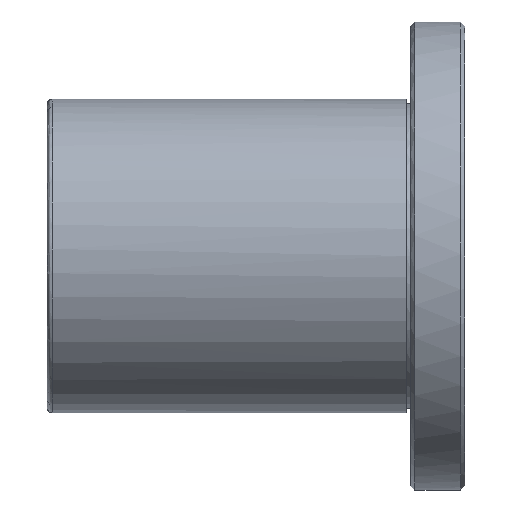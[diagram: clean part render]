
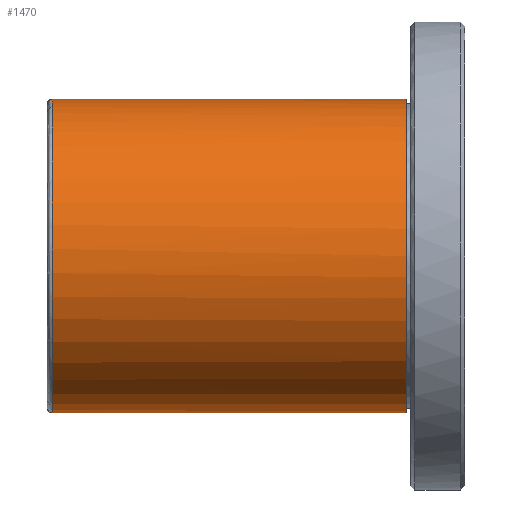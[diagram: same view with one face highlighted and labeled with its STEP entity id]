
A CAD part, front view. The second image highlights one B-rep face of the part: STEP entity #1470.
In plain terms, the highlighted free-form (B-spline) face has degree [3, 1] with [7, 2] control points.
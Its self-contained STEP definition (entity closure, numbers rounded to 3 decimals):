
#610 = CARTESIAN_POINT ('', (-14., 37.5, 0.));
#620 = VERTEX_POINT ('', #610);
#630 = CARTESIAN_POINT ('', (-14., 0., -37.5));
#640 = VERTEX_POINT ('', #630);
#650 = CARTESIAN_POINT ('', (-14., 37.5, 0.));
#660 = CARTESIAN_POINT ('', (-14., 37.5, -25.));
#670 = CARTESIAN_POINT ('', (-14., 18.75, -37.5));
#680 = CARTESIAN_POINT ('', (-14., 0., -37.5));
#690 = (
   BOUNDED_CURVE ()
   B_SPLINE_CURVE (3, (#650, #660, #670, #680), .UNSPECIFIED., .F., .U.)
   B_SPLINE_CURVE_WITH_KNOTS ((4, 4), (0., 1.), .UNSPECIFIED.)
   CURVE ()
   GEOMETRIC_REPRESENTATION_ITEM ()
   RATIONAL_B_SPLINE_CURVE ((0.5, 0.5, 0.667, 1.))
   REPRESENTATION_ITEM ('')
);
#700 = EDGE_CURVE ('', #620, #640, #690, .T.);
#720 = CARTESIAN_POINT ('', (-14., -37.5, 0.));
#730 = VERTEX_POINT ('', #720);
#740 = CARTESIAN_POINT ('', (-14., -37.5, 0.));
#750 = CARTESIAN_POINT ('', (-14., -37.5, 25.));
#760 = CARTESIAN_POINT ('', (-14., -18.75, 37.5));
#770 = CARTESIAN_POINT ('', (-14., 0., 37.5));
#780 = CARTESIAN_POINT ('', (-14., 18.75, 37.5));
#790 = CARTESIAN_POINT ('', (-14., 37.5, 25.));
#800 = CARTESIAN_POINT ('', (-14., 37.5, 0.));
#810 = (
   BOUNDED_CURVE ()
   B_SPLINE_CURVE (3, (#740, #750, #760, #770, #780, #790, #800), .UNSPECIFIED., .F., .U.)
   B_SPLINE_CURVE_WITH_KNOTS ((4, 3, 4), (0., 0.5, 1.), .UNSPECIFIED.)
   CURVE ()
   GEOMETRIC_REPRESENTATION_ITEM ()
   RATIONAL_B_SPLINE_CURVE ((0.5, 0.5, 0.667, 1., 0.667, 0.5, 0.5))
   REPRESENTATION_ITEM ('')
);
#820 = EDGE_CURVE ('', #730, #620, #810, .T.);
#840 = CARTESIAN_POINT ('', (-14., 0., -37.5));
#850 = CARTESIAN_POINT ('', (-14., -18.75, -37.5));
#860 = CARTESIAN_POINT ('', (-14., -37.5, -25.));
#870 = CARTESIAN_POINT ('', (-14., -37.5, 0.));
#880 = (
   BOUNDED_CURVE ()
   B_SPLINE_CURVE (3, (#840, #850, #860, #870), .UNSPECIFIED., .F., .U.)
   B_SPLINE_CURVE_WITH_KNOTS ((4, 4), (0., 1.), .UNSPECIFIED.)
   CURVE ()
   GEOMETRIC_REPRESENTATION_ITEM ()
   RATIONAL_B_SPLINE_CURVE ((1., 0.667, 0.5, 0.5))
   REPRESENTATION_ITEM ('')
);
#890 = EDGE_CURVE ('', #640, #730, #880, .T.);
#1030 = ORIENTED_EDGE ('', *, *, #700, .T.);
#1040 = CARTESIAN_POINT ('', (-98.75, 0., -37.5));
#1050 = VERTEX_POINT ('', #1040);
#1060 = CARTESIAN_POINT ('', (-14., 0., -37.5));
#1070 = CARTESIAN_POINT ('', (-98.75, 0., -37.5));
#1080 = B_SPLINE_CURVE_WITH_KNOTS ('', 1, (#1060, #1070), .UNSPECIFIED., .F., .U., (2, 2), (0., 1.), .UNSPECIFIED.);
#1090 = EDGE_CURVE ('', #640, #1050, #1080, .T.);
#1100 = ORIENTED_EDGE ('', *, *, #1090, .T.);
#1110 = CARTESIAN_POINT ('', (-98.75, 0., 37.5));
#1120 = VERTEX_POINT ('', #1110);
#1130 = CARTESIAN_POINT ('', (-98.75, 0., 37.5));
#1140 = CARTESIAN_POINT ('', (-98.75, 75., 37.5));
#1150 = CARTESIAN_POINT ('', (-98.75, 75., -37.5));
#1160 = CARTESIAN_POINT ('', (-98.75, 0., -37.5));
#1170 = (
   BOUNDED_CURVE ()
   B_SPLINE_CURVE (3, (#1130, #1140, #1150, #1160), .UNSPECIFIED., .F., .U.)
   B_SPLINE_CURVE_WITH_KNOTS ((4, 4), (0., 1.), .UNSPECIFIED.)
   CURVE ()
   GEOMETRIC_REPRESENTATION_ITEM ()
   RATIONAL_B_SPLINE_CURVE ((0.957, 0.319, 0.319, 0.957))
   REPRESENTATION_ITEM ('')
);
#1180 = EDGE_CURVE ('', #1120, #1050, #1170, .T.);
#1190 = ORIENTED_EDGE ('', *, *, #1180, .F.);
#1200 = CARTESIAN_POINT ('', (-98.75, 0., -37.5));
#1210 = CARTESIAN_POINT ('', (-98.75, -75., -37.5));
#1220 = CARTESIAN_POINT ('', (-98.75, -75., 37.5));
#1230 = CARTESIAN_POINT ('', (-98.75, 0., 37.5));
#1240 = (
   BOUNDED_CURVE ()
   B_SPLINE_CURVE (3, (#1200, #1210, #1220, #1230), .UNSPECIFIED., .F., .U.)
   B_SPLINE_CURVE_WITH_KNOTS ((4, 4), (0., 1.), .UNSPECIFIED.)
   CURVE ()
   GEOMETRIC_REPRESENTATION_ITEM ()
   RATIONAL_B_SPLINE_CURVE ((0.957, 0.319, 0.319, 0.957))
   REPRESENTATION_ITEM ('')
);
#1250 = EDGE_CURVE ('', #1050, #1120, #1240, .T.);
#1260 = ORIENTED_EDGE ('', *, *, #1250, .F.);
#1270 = ORIENTED_EDGE ('', *, *, #1090, .F.);
#1280 = ORIENTED_EDGE ('', *, *, #890, .T.);
#1290 = ORIENTED_EDGE ('', *, *, #820, .T.);
#1300 = EDGE_LOOP ('', (#1030, #1100, #1190, #1260, #1270, #1280, #1290));
#1310 = FACE_OUTER_BOUND ('', #1300, .T.);
#1320 = CARTESIAN_POINT ('', (-107.225, 0., -37.5));
#1330 = CARTESIAN_POINT ('', (-5.525, 0., -37.5));
#1340 = CARTESIAN_POINT ('', (-107.225, 75., -37.5));
#1350 = CARTESIAN_POINT ('', (-5.525, 75., -37.5));
#1360 = CARTESIAN_POINT ('', (-107.225, 75., 37.5));
#1370 = CARTESIAN_POINT ('', (-5.525, 75., 37.5));
#1380 = CARTESIAN_POINT ('', (-107.225, 0., 37.5));
#1390 = CARTESIAN_POINT ('', (-5.525, 0., 37.5));
#1400 = CARTESIAN_POINT ('', (-107.225, -75., 37.5));
#1410 = CARTESIAN_POINT ('', (-5.525, -75., 37.5));
#1420 = CARTESIAN_POINT ('', (-107.225, -75., -37.5));
#1430 = CARTESIAN_POINT ('', (-5.525, -75., -37.5));
#1440 = CARTESIAN_POINT ('', (-107.225, 0., -37.5));
#1450 = CARTESIAN_POINT ('', (-5.525, 0., -37.5));
#1460 = (
   BOUNDED_SURFACE ()
   B_SPLINE_SURFACE (3, 1, ((#1320, #1330), (#1340, #1350), (#1360, #1370), (#1380, #1390), (#1400, #1410), (#1420, #1430), (#1440, #1450)), .UNSPECIFIED., .T., .F., .U.)
   B_SPLINE_SURFACE_WITH_KNOTS ((4, 3, 4), (2, 2), (0., 0.5, 1.), (0., 1.), .UNSPECIFIED.)
   SURFACE ()
   GEOMETRIC_REPRESENTATION_ITEM ()
   RATIONAL_B_SPLINE_SURFACE (((1., 1.), (0.333, 0.333), (0.333, 0.333), (1., 1.), (0.333, 0.333), (0.333, 0.333), (1., 1.)))
   REPRESENTATION_ITEM ('')
);
#1470 = ADVANCED_FACE ('', (#1310), #1460, .T.);
